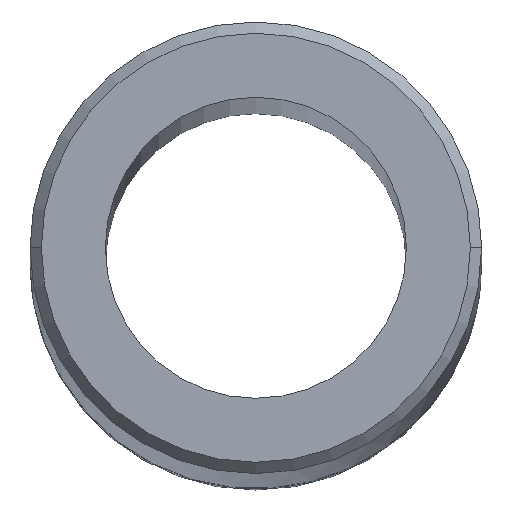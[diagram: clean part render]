
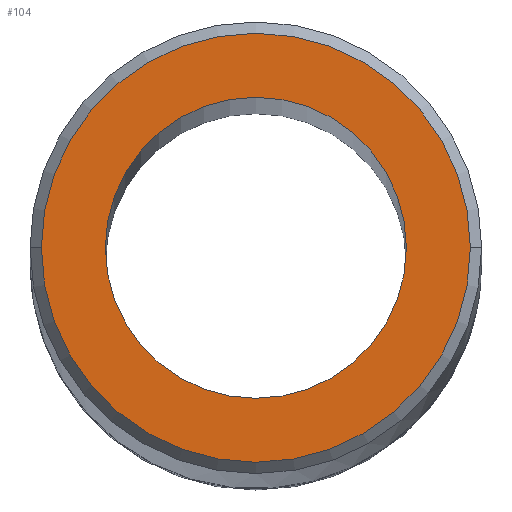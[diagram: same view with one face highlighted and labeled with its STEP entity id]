
A CAD part, top view. The second image highlights one B-rep face of the part: STEP entity #104.
In plain terms, the highlighted planar face has unit normal (0, 0, 1).
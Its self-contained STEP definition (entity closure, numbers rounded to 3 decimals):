
#71 = VERTEX_POINT ( 'NONE', #412 ) ;
#85 = ORIENTED_EDGE ( 'NONE', *, *, #112, .F. ) ;
#96 = EDGE_LOOP ( 'NONE', ( #85, #101 ) ) ;
#101 = ORIENTED_EDGE ( 'NONE', *, *, #139, .F. ) ;
#104 = ADVANCED_FACE ( 'NONE', ( #1068, #1070 ), #1069, .T. ) ;
#105 = EDGE_CURVE ( 'NONE', #71, #167, #1089, .T. ) ;
#112 = EDGE_CURVE ( 'NONE', #138, #170, #1084, .T. ) ;
#113 = EDGE_LOOP ( 'NONE', ( #115, #114 ) ) ;
#114 = ORIENTED_EDGE ( 'NONE', *, *, #146, .T. ) ;
#115 = ORIENTED_EDGE ( 'NONE', *, *, #105, .T. ) ;
#138 = VERTEX_POINT ( 'NONE', #987 ) ;
#139 = EDGE_CURVE ( 'NONE', #170, #138, #1101, .T. ) ;
#146 = EDGE_CURVE ( 'NONE', #167, #71, #1110, .T. ) ;
#167 = VERTEX_POINT ( 'NONE', #504 ) ;
#170 = VERTEX_POINT ( 'NONE', #1233 ) ;
#412 = CARTESIAN_POINT ( 'NONE',  ( -5.7, 0., 125. ) ) ;
#504 = CARTESIAN_POINT ( 'NONE',  ( 5.7, 0., 125. ) ) ;
#919 = CARTESIAN_POINT ( 'NONE',  ( 0., 0., 125. ) ) ;
#920 = DIRECTION ( 'NONE',  ( 0., 0., 1. ) ) ;
#921 = CARTESIAN_POINT ( 'NONE',  ( 0., 0., 125. ) ) ;
#984 = DIRECTION ( 'NONE',  ( 1., 0., 0. ) ) ;
#985 = DIRECTION ( 'NONE',  ( 0., 0., 1. ) ) ;
#986 = AXIS2_PLACEMENT_3D ( 'NONE', #993, #985, #984 ) ;
#987 = CARTESIAN_POINT ( 'NONE',  ( 4., 0., 125. ) ) ;
#993 = CARTESIAN_POINT ( 'NONE',  ( 0., 0., 125. ) ) ;
#1064 = AXIS2_PLACEMENT_3D ( 'NONE', #921, #920, #1090 ) ;
#1068 = FACE_BOUND ( 'NONE', #96, .T. ) ;
#1069 = PLANE ( 'NONE',  #1064 ) ;
#1070 = FACE_OUTER_BOUND ( 'NONE', #113, .T. ) ;
#1084 = CIRCLE ( 'NONE', #986, 4. ) ;
#1086 = DIRECTION ( 'NONE',  ( 1., 0., 0. ) ) ;
#1087 = DIRECTION ( 'NONE',  ( 0., 0., 1. ) ) ;
#1088 = AXIS2_PLACEMENT_3D ( 'NONE', #919, #1087, #1086 ) ;
#1089 = CIRCLE ( 'NONE', #1088, 5.7 ) ;
#1090 = DIRECTION ( 'NONE',  ( 1., 0., 0. ) ) ;
#1099 = CARTESIAN_POINT ( 'NONE',  ( 0., 0., 125. ) ) ;
#1100 = AXIS2_PLACEMENT_3D ( 'NONE', #1099, #1160, #1159 ) ;
#1101 = CIRCLE ( 'NONE', #1100, 4. ) ;
#1110 = CIRCLE ( 'NONE', #1119, 5.7 ) ;
#1119 = AXIS2_PLACEMENT_3D ( 'NONE', #1152, #1148, #1147 ) ;
#1147 = DIRECTION ( 'NONE',  ( 1., 0., 0. ) ) ;
#1148 = DIRECTION ( 'NONE',  ( 0., 0., 1. ) ) ;
#1152 = CARTESIAN_POINT ( 'NONE',  ( 0., 0., 125. ) ) ;
#1159 = DIRECTION ( 'NONE',  ( 1., 0., 0. ) ) ;
#1160 = DIRECTION ( 'NONE',  ( 0., 0., 1. ) ) ;
#1233 = CARTESIAN_POINT ( 'NONE',  ( -4., 0., 125. ) ) ;
